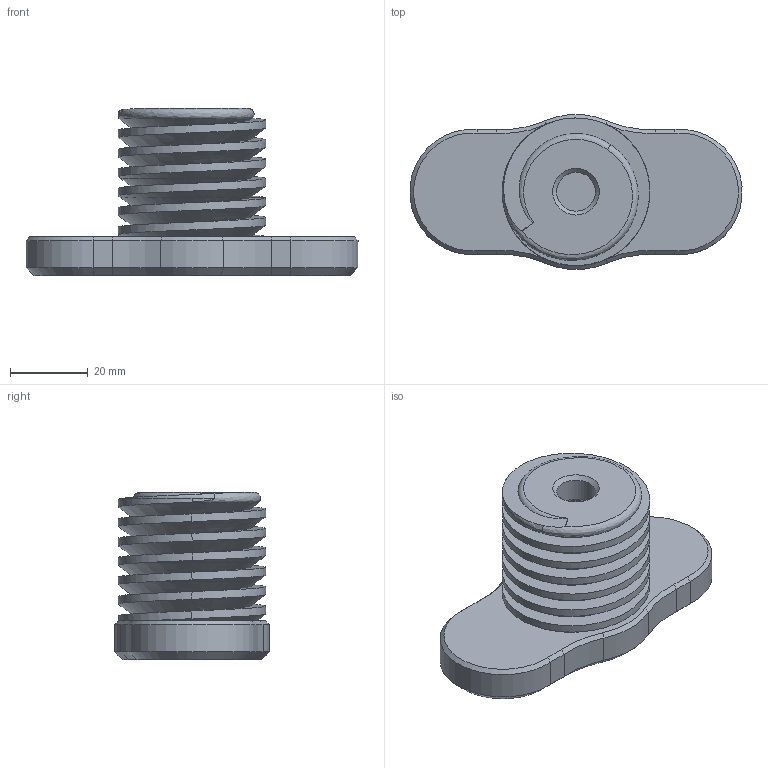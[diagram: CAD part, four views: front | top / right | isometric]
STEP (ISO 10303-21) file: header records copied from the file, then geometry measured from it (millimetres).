
FILE_DESCRIPTION(/* description */ (''),/* implementation_level */ '2;1');
FILE_NAME(/* name */ 'PitClamp_v3_Tabletop_Screw.step',/* time_stamp */ '2024-03-31T11:21:46-04:00',/* author */ (''),/* organization */ (''),/* preprocessor_version */ 'ST-DEVELOPER v20',/* originating_system */ 'Autodesk Translation Framework v12.20.1.177',/* authorisation */ '');
FILE_SCHEMA (('AUTOMOTIVE_DESIGN { 1 0 10303 214 3 1 1 }'));
Length unit declared in the file: millimetre
Products named in the file (2): PitClamp v3 Tabletop; PitClamp_v3_Tabletop_Screw
Assembly tree (1 placements, depth 2):
  PitClamp v3 Tabletop
    PitClamp_v3_Tabletop_Screw
Bounding box: 85.48 x 39.86 x 43 mm (x, y, z)
Volume: 58127.5 mm3; surface area: 14970 mm2
Topology: 1 solids, 1 shells, 70 faces, 182 edges, 115 vertices
Faces by surface type: cylinder 25, cone 19, bspline 16, plane 8, torus 2
Full cylindrical faces by diameter (mm): 10 x1, 12 x1, 30 x5, 38 x6
Entity records: 4472 total; most frequent: CARTESIAN_POINT 2901, ORIENTED_EDGE 364, DIRECTION 254, EDGE_CURVE 182, VERTEX_POINT 115, AXIS2_PLACEMENT_3D 102, B_SPLINE_CURVE_WITH_KNOTS 79, EDGE_LOOP 71
